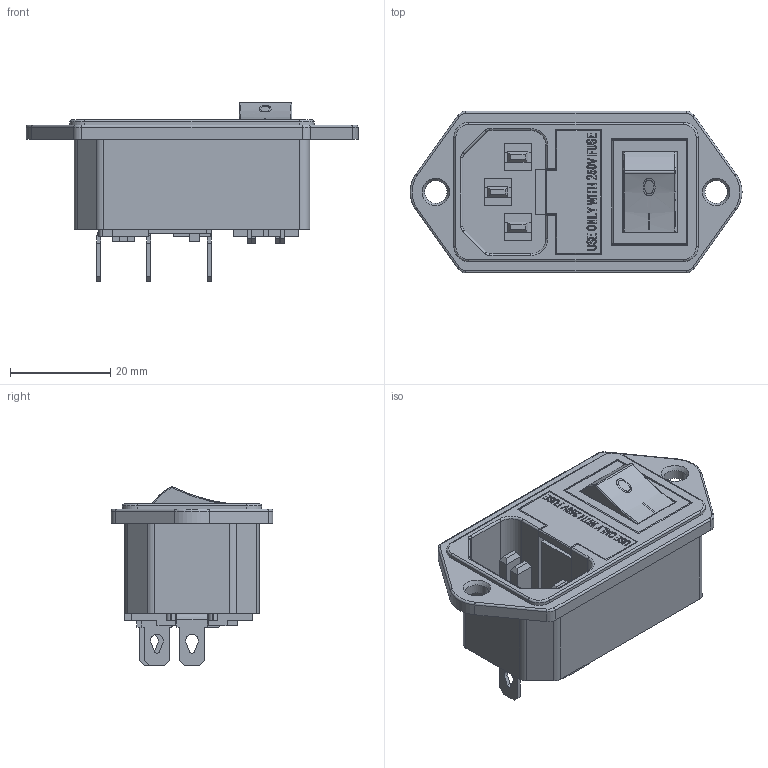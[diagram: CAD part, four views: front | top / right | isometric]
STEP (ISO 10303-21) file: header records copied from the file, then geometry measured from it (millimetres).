
FILE_DESCRIPTION (( 'STEP AP214' ), '1' );
FILE_NAME ('AC_Power_Socket-3_pin_250V_10A_AC-17.STEP', '2020-11-21T08:37:40', ( '' ), ( '' ), 'SwSTEP 2.0', 'SolidWorks 2019', '' );
FILE_SCHEMA (( 'AUTOMOTIVE_DESIGN' ));
Length unit declared in the file: millimetre
Products named in the file (14): Êîíòàêò; Case_PC; Fuse Small 1A; Äåðæàòåëü_ïðåäîõðàíèòåëÿ; Ïåðåìû÷êà; AC_Power_Socket-3_pin_250V_10A_AC-17; Äåðæàòåëü_ïðåäîõðàíèòåëÿ_ñ_ïðåäîõðàíèòåëåì; 扻艜魛瀖GND; Fuse_holder; 抔樥憵; Fuse_contact; 扻艜魛瀖fuse; SWITCH KCD1-104_Default<As Machined>
Assembly tree (18 placements, depth 3):
  AC_Power_Socket-3_pin_250V_10A_AC-17
    Case_PC
    Êîíòàêò  x2
    扻艜魛瀖GND
    抔樥憵  x3
    Fuse_contact
      扻艜魛瀖fuse
      Fuse_holder
    Fuse_contact
      扻艜魛瀖fuse
      Fuse_holder
    Ïåðåìû÷êà
    SWITCH KCD1-104_Default<As Machined>
    Äåðæàòåëü_ïðåäîõðàíèòåëÿ_ñ_ïðåäîõðàíèòåëåì
      Äåðæàòåëü_ïðåäîõðàíèòåëÿ
      Fuse Small 1A
Bounding box: 66.3 x 32.3 x 35.64 mm (x, y, z)
Volume: 15792.2 mm3; surface area: 18215.7 mm2
Topology: 17 solids, 18 shells, 931 faces, 2634 edges, 1817 vertices
Faces by surface type: plane 702, cylinder 140, bspline 63, torus 24, cone 2
Full cylindrical faces by diameter (mm): 0.1 x1, 4.35 x1, 4.5 x2, 4.75 x1, 5 x1, 5.1 x2
Entity records: 33826 total; most frequent: CARTESIAN_POINT 11276, ORIENTED_EDGE 4572, DIRECTION 3800, EDGE_CURVE 2286, VECTOR 1792, LINE 1792, VERTEX_POINT 1601, AXIS2_PLACEMENT_3D 1004
